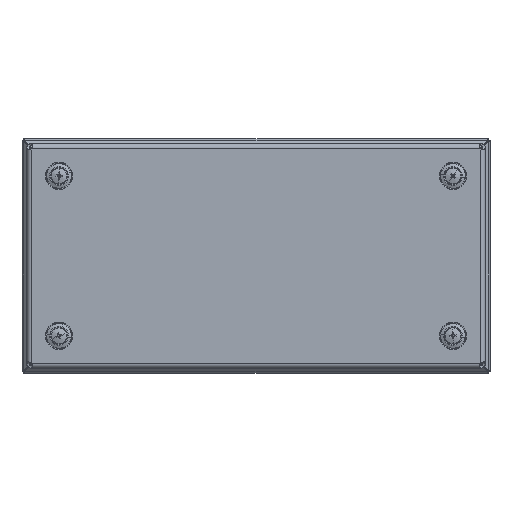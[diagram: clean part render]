
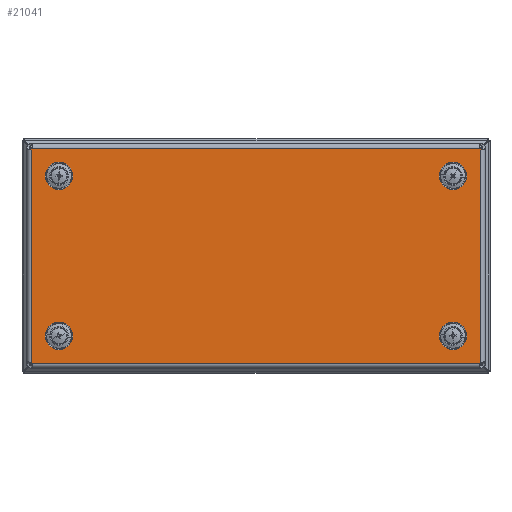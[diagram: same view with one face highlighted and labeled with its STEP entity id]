
A CAD part, top view. The second image highlights one B-rep face of the part: STEP entity #21041.
In plain terms, the highlighted face is planar.
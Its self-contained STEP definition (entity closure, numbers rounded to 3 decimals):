
#3708 = CARTESIAN_POINT ( 'NONE',  ( -126.25, -60.067, 0. ) ) ;
#3756 = CIRCLE ( 'NONE', #3825, 8.817 ) ;
#3821 = CARTESIAN_POINT ( 'NONE',  ( -126.25, -42.433, 0. ) ) ;
#3822 = DIRECTION ( 'NONE',  ( 0., 1., 0. ) ) ;
#3823 = DIRECTION ( 'NONE',  ( 0., 0., 1. ) ) ;
#3824 = CARTESIAN_POINT ( 'NONE',  ( -126.25, -51.25, 0. ) ) ;
#3825 = AXIS2_PLACEMENT_3D ( 'NONE', #3824, #3823, #3822 ) ;
#4235 = CARTESIAN_POINT ( 'NONE',  ( 126.25, -42.433, 0. ) ) ;
#4236 = DIRECTION ( 'NONE',  ( 0., 1., 0. ) ) ;
#4237 = DIRECTION ( 'NONE',  ( 0., 0., -1. ) ) ;
#4238 = AXIS2_PLACEMENT_3D ( 'NONE', #4244, #4237, #4236 ) ;
#4239 = CIRCLE ( 'NONE', #4238, 8.817 ) ;
#4244 = CARTESIAN_POINT ( 'NONE',  ( 126.25, -51.25, 0. ) ) ;
#4412 = CARTESIAN_POINT ( 'NONE',  ( 126.25, -60.067, 0. ) ) ;
#4459 = CARTESIAN_POINT ( 'NONE',  ( 144., 68.5, 0. ) ) ;
#4595 = DIRECTION ( 'NONE',  ( 0., 1., 0. ) ) ;
#4596 = DIRECTION ( 'NONE',  ( 0., 0., 1. ) ) ;
#4597 = CARTESIAN_POINT ( 'NONE',  ( -126.25, 51.25, 0. ) ) ;
#4598 = AXIS2_PLACEMENT_3D ( 'NONE', #4597, #4596, #4595 ) ;
#4599 = CIRCLE ( 'NONE', #4598, 8.817 ) ;
#4605 = CARTESIAN_POINT ( 'NONE',  ( -126.25, 42.433, 0. ) ) ;
#4779 = CARTESIAN_POINT ( 'NONE',  ( -126.25, 60.067, 0. ) ) ;
#4877 = CARTESIAN_POINT ( 'NONE',  ( 126.25, 60.067, 0. ) ) ;
#4878 = DIRECTION ( 'NONE',  ( 0., 1., 0. ) ) ;
#4879 = DIRECTION ( 'NONE',  ( 0., 0., -1. ) ) ;
#4880 = CARTESIAN_POINT ( 'NONE',  ( 126.25, 51.25, 0. ) ) ;
#4881 = AXIS2_PLACEMENT_3D ( 'NONE', #4880, #4879, #4878 ) ;
#4882 = CIRCLE ( 'NONE', #4881, 8.817 ) ;
#5056 = CARTESIAN_POINT ( 'NONE',  ( 126.25, 42.433, 0. ) ) ;
#5353 = DIRECTION ( 'NONE',  ( 1., 0., 0. ) ) ;
#5354 = DIRECTION ( 'NONE',  ( 0., 0., 1. ) ) ;
#5355 = CARTESIAN_POINT ( 'NONE',  ( -160., -85., 0. ) ) ;
#5356 = AXIS2_PLACEMENT_3D ( 'NONE', #5355, #5354, #5353 ) ;
#5357 = PLANE ( 'NONE',  #5356 ) ;
#5359 = FACE_OUTER_BOUND ( 'NONE', #21102, .T. ) ;
#5360 = FACE_BOUND ( 'NONE', #21093, .T. ) ;
#5361 = FACE_BOUND ( 'NONE', #21060, .T. ) ;
#5362 = FACE_BOUND ( 'NONE', #21052, .T. ) ;
#5363 = FACE_BOUND ( 'NONE', #21043, .T. ) ;
#5368 = DIRECTION ( 'NONE',  ( -1., 0., 0. ) ) ;
#5369 = DIRECTION ( 'NONE',  ( 0., 0., -1. ) ) ;
#5370 = CARTESIAN_POINT ( 'NONE',  ( 145.5, 70.5, 0. ) ) ;
#5371 = AXIS2_PLACEMENT_3D ( 'NONE', #5370, #5369, #5368 ) ;
#5372 = CIRCLE ( 'NONE', #5371, 2.5 ) ;
#5373 = CARTESIAN_POINT ( 'NONE',  ( 143.5, 69., 0. ) ) ;
#5379 = DIRECTION ( 'NONE',  ( 1., 0., 0. ) ) ;
#5380 = VECTOR ( 'NONE', #5379, 1000. ) ;
#5381 = CARTESIAN_POINT ( 'NONE',  ( -160., 69., 0. ) ) ;
#5383 = LINE ( 'NONE', #5381, #5380 ) ;
#5395 = DIRECTION ( 'NONE',  ( 0., 1., 0. ) ) ;
#5396 = DIRECTION ( 'NONE',  ( 0., 0., -1. ) ) ;
#5397 = CARTESIAN_POINT ( 'NONE',  ( 126.25, -51.25, 0. ) ) ;
#5398 = AXIS2_PLACEMENT_3D ( 'NONE', #5397, #5396, #5395 ) ;
#5399 = CIRCLE ( 'NONE', #5398, 8.817 ) ;
#5406 = DIRECTION ( 'NONE',  ( 0., 1., 0. ) ) ;
#5407 = DIRECTION ( 'NONE',  ( 0., 0., 1. ) ) ;
#5408 = CARTESIAN_POINT ( 'NONE',  ( -126.25, -51.25, 0. ) ) ;
#5409 = AXIS2_PLACEMENT_3D ( 'NONE', #5408, #5407, #5406 ) ;
#5410 = CIRCLE ( 'NONE', #5409, 8.817 ) ;
#5423 = CARTESIAN_POINT ( 'NONE',  ( 143.5, -69., 0. ) ) ;
#5424 = DIRECTION ( 'NONE',  ( -1., 0., 0. ) ) ;
#5425 = DIRECTION ( 'NONE',  ( 0., 0., 1. ) ) ;
#5426 = CARTESIAN_POINT ( 'NONE',  ( 145.5, -70.5, 0. ) ) ;
#5437 = AXIS2_PLACEMENT_3D ( 'NONE', #5426, #5425, #5424 ) ;
#5438 = CIRCLE ( 'NONE', #5437, 2.5 ) ;
#5441 = DIRECTION ( 'NONE',  ( 0., 1., 0. ) ) ;
#5442 = DIRECTION ( 'NONE',  ( 0., 0., 1. ) ) ;
#5443 = CARTESIAN_POINT ( 'NONE',  ( -126.25, 51.25, 0. ) ) ;
#5444 = AXIS2_PLACEMENT_3D ( 'NONE', #5443, #5442, #5441 ) ;
#5445 = CIRCLE ( 'NONE', #5444, 8.817 ) ;
#5454 = DIRECTION ( 'NONE',  ( 0., 1., 0. ) ) ;
#5455 = VECTOR ( 'NONE', #5454, 1000. ) ;
#5456 = CARTESIAN_POINT ( 'NONE',  ( -144., -85., 0. ) ) ;
#5457 = LINE ( 'NONE', #5456, #5455 ) ;
#5459 = CARTESIAN_POINT ( 'NONE',  ( -144., -68.5, 0. ) ) ;
#5460 = DIRECTION ( 'NONE',  ( 1., 0., 0. ) ) ;
#5461 = DIRECTION ( 'NONE',  ( 0., 0., -1. ) ) ;
#5462 = CARTESIAN_POINT ( 'NONE',  ( -145.5, -70.5, 0. ) ) ;
#5463 = AXIS2_PLACEMENT_3D ( 'NONE', #5462, #5461, #5460 ) ;
#5464 = CIRCLE ( 'NONE', #5463, 2.5 ) ;
#5471 = CARTESIAN_POINT ( 'NONE',  ( -143.5, -69., 0. ) ) ;
#5472 = DIRECTION ( 'NONE',  ( -1., 0., 0. ) ) ;
#5473 = VECTOR ( 'NONE', #5472, 1000. ) ;
#5474 = CARTESIAN_POINT ( 'NONE',  ( -160., -69., 0. ) ) ;
#5475 = LINE ( 'NONE', #5474, #5473 ) ;
#5480 = DIRECTION ( 'NONE',  ( 1., 0., 0. ) ) ;
#5481 = DIRECTION ( 'NONE',  ( 0., 0., 1. ) ) ;
#5482 = CARTESIAN_POINT ( 'NONE',  ( -145.5, 70.5, 0. ) ) ;
#5483 = AXIS2_PLACEMENT_3D ( 'NONE', #5482, #5481, #5480 ) ;
#5484 = CIRCLE ( 'NONE', #5483, 2.5 ) ;
#5495 = DIRECTION ( 'NONE',  ( 0., 1., 0. ) ) ;
#5496 = DIRECTION ( 'NONE',  ( 0., 0., -1. ) ) ;
#5497 = CARTESIAN_POINT ( 'NONE',  ( 126.25, 51.25, 0. ) ) ;
#5498 = AXIS2_PLACEMENT_3D ( 'NONE', #5497, #5496, #5495 ) ;
#5499 = CIRCLE ( 'NONE', #5498, 8.817 ) ;
#5535 = CARTESIAN_POINT ( 'NONE',  ( -143.5, 69., 0. ) ) ;
#5542 = CARTESIAN_POINT ( 'NONE',  ( -144., 68.5, 0. ) ) ;
#5571 = LINE ( 'NONE', #5619, #5618 ) ;
#5617 = DIRECTION ( 'NONE',  ( 0., -1., 0. ) ) ;
#5618 = VECTOR ( 'NONE', #5617, 1000. ) ;
#5619 = CARTESIAN_POINT ( 'NONE',  ( 144., -85., 0. ) ) ;
#17075 = VERTEX_POINT ( 'NONE', #25409 ) ;
#20262 = VERTEX_POINT ( 'NONE', #3708 ) ;
#20297 = EDGE_CURVE ( 'NONE', #20298, #20262, #3756, .T. ) ;
#20298 = VERTEX_POINT ( 'NONE', #3821 ) ;
#20446 = EDGE_CURVE ( 'NONE', #20523, #20447, #4239, .T. ) ;
#20447 = VERTEX_POINT ( 'NONE', #4235 ) ;
#20523 = VERTEX_POINT ( 'NONE', #4412 ) ;
#20568 = VERTEX_POINT ( 'NONE', #4459 ) ;
#20615 = VERTEX_POINT ( 'NONE', #4605 ) ;
#20620 = EDGE_CURVE ( 'NONE', #20737, #20615, #4599, .T. ) ;
#20737 = VERTEX_POINT ( 'NONE', #4779 ) ;
#20781 = EDGE_CURVE ( 'NONE', #20860, #20783, #4882, .T. ) ;
#20783 = VERTEX_POINT ( 'NONE', #4877 ) ;
#20860 = VERTEX_POINT ( 'NONE', #5056 ) ;
#21030 = ORIENTED_EDGE ( 'NONE', *, *, #21032, .T. ) ;
#21032 = EDGE_CURVE ( 'NONE', #21109, #21034, #5383, .T. ) ;
#21034 = VERTEX_POINT ( 'NONE', #5373 ) ;
#21036 = ORIENTED_EDGE ( 'NONE', *, *, #21037, .F. ) ;
#21037 = EDGE_CURVE ( 'NONE', #20568, #21034, #5372, .T. ) ;
#21041 = ADVANCED_FACE ( 'NONE', ( #5363, #5362, #5361, #5360, #5359 ), #5357, .F. ) ;
#21043 = EDGE_LOOP ( 'NONE', ( #21045, #21047 ) ) ;
#21045 = ORIENTED_EDGE ( 'NONE', *, *, #20297, .T. ) ;
#21047 = ORIENTED_EDGE ( 'NONE', *, *, #21050, .T. ) ;
#21050 = EDGE_CURVE ( 'NONE', #20262, #20298, #5410, .T. ) ;
#21052 = EDGE_LOOP ( 'NONE', ( #21054, #21059 ) ) ;
#21054 = ORIENTED_EDGE ( 'NONE', *, *, #21056, .F. ) ;
#21056 = EDGE_CURVE ( 'NONE', #20447, #20523, #5399, .T. ) ;
#21059 = ORIENTED_EDGE ( 'NONE', *, *, #20446, .F. ) ;
#21060 = EDGE_LOOP ( 'NONE', ( #21063, #21065 ) ) ;
#21063 = ORIENTED_EDGE ( 'NONE', *, *, #20620, .T. ) ;
#21065 = ORIENTED_EDGE ( 'NONE', *, *, #21066, .T. ) ;
#21066 = EDGE_CURVE ( 'NONE', #20615, #20737, #5445, .T. ) ;
#21070 = ORIENTED_EDGE ( 'NONE', *, *, #21072, .T. ) ;
#21072 = EDGE_CURVE ( 'NONE', #17075, #21073, #5438, .T. ) ;
#21073 = VERTEX_POINT ( 'NONE', #5423 ) ;
#21076 = ORIENTED_EDGE ( 'NONE', *, *, #21078, .T. ) ;
#21078 = EDGE_CURVE ( 'NONE', #21073, #21080, #5475, .T. ) ;
#21080 = VERTEX_POINT ( 'NONE', #5471 ) ;
#21082 = ORIENTED_EDGE ( 'NONE', *, *, #21084, .F. ) ;
#21084 = EDGE_CURVE ( 'NONE', #21086, #21080, #5464, .T. ) ;
#21086 = VERTEX_POINT ( 'NONE', #5459 ) ;
#21088 = ORIENTED_EDGE ( 'NONE', *, *, #21089, .T. ) ;
#21089 = EDGE_CURVE ( 'NONE', #21086, #21107, #5457, .T. ) ;
#21093 = EDGE_LOOP ( 'NONE', ( #21096, #21100 ) ) ;
#21096 = ORIENTED_EDGE ( 'NONE', *, *, #21097, .F. ) ;
#21097 = EDGE_CURVE ( 'NONE', #20783, #20860, #5499, .T. ) ;
#21100 = ORIENTED_EDGE ( 'NONE', *, *, #20781, .F. ) ;
#21102 = EDGE_LOOP ( 'NONE', ( #21104, #21030, #21036, #21146, #21070, #21076, #21082, #21088 ) ) ;
#21104 = ORIENTED_EDGE ( 'NONE', *, *, #21106, .T. ) ;
#21106 = EDGE_CURVE ( 'NONE', #21107, #21109, #5484, .T. ) ;
#21107 = VERTEX_POINT ( 'NONE', #5542 ) ;
#21109 = VERTEX_POINT ( 'NONE', #5535 ) ;
#21146 = ORIENTED_EDGE ( 'NONE', *, *, #21148, .T. ) ;
#21148 = EDGE_CURVE ( 'NONE', #20568, #17075, #5571, .T. ) ;
#25409 = CARTESIAN_POINT ( 'NONE',  ( 144., -68.5, 0. ) ) ;
